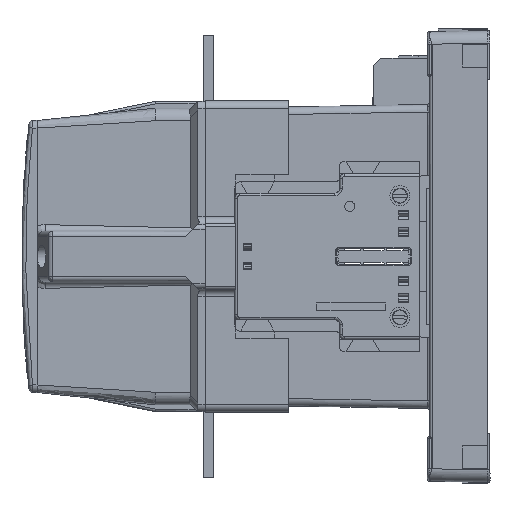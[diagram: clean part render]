
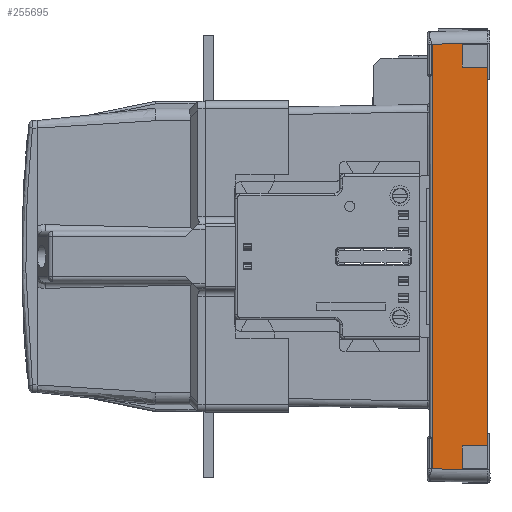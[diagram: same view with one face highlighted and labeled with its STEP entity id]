
A CAD part, left-side view. The second image highlights one B-rep face of the part: STEP entity #255695.
In plain terms, the highlighted planar face has unit normal (-1, 0.018, 0).
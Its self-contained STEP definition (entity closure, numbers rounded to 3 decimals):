
#5317 = CARTESIAN_POINT ( 'NONE',  ( -79.8, -139.278, 80.348 ) ) ;
#5872 = CARTESIAN_POINT ( 'NONE',  ( -79.8, -139.278, -70.303 ) ) ;
#7049 = CARTESIAN_POINT ( 'NONE',  ( -79.8, -139.278, -79.652 ) ) ;
#28441 = VERTEX_POINT ( 'NONE', #5317 ) ;
#28939 = VERTEX_POINT ( 'NONE', #5872 ) ;
#29680 = VERTEX_POINT ( 'NONE', #7049 ) ;
#30211 = VERTEX_POINT ( 'NONE', #93157 ) ;
#36363 = LINE ( 'NONE', #36399, #274070 ) ;
#36399 = CARTESIAN_POINT ( 'NONE',  ( -79.8, -139.278, -79.978 ) ) ;
#36407 = DIRECTION ( 'NONE',  ( 0.017, 1., 0.017 ) ) ;
#39142 = EDGE_CURVE ( 'NONE', #186830, #187101, #210031, .T. ) ;
#39148 = EDGE_CURVE ( 'NONE', #28939, #186830, #210042, .T. ) ;
#39152 = EDGE_CURVE ( 'NONE', #186006, #28939, #210048, .T. ) ;
#39163 = EDGE_CURVE ( 'NONE', #186953, #186006, #210069, .T. ) ;
#39171 = EDGE_CURVE ( 'NONE', #28441, #186953, #210074, .T. ) ;
#39175 = EDGE_CURVE ( 'NONE', #185953, #188362, #210081, .T. ) ;
#39178 = EDGE_CURVE ( 'NONE', #30211, #185953, #210096, .T. ) ;
#50357 = VECTOR ( 'NONE', #257218, 1000. ) ;
#50370 = VECTOR ( 'NONE', #257277, 1000. ) ;
#54018 = CARTESIAN_POINT ( 'NONE',  ( -79.626, -129.278, 80.523 ) ) ;
#54120 = CARTESIAN_POINT ( 'NONE',  ( -79.416, -117.261, -79.594 ) ) ;
#79692 = ORIENTED_EDGE ( 'NONE', *, *, #141549, .F. ) ;
#79696 = ORIENTED_EDGE ( 'NONE', *, *, #39175, .F. ) ;
#79753 = ORIENTED_EDGE ( 'NONE', *, *, #141536, .T. ) ;
#79805 = ORIENTED_EDGE ( 'NONE', *, *, #141563, .F. ) ;
#79820 = ORIENTED_EDGE ( 'NONE', *, *, #39171, .F. ) ;
#79926 = ORIENTED_EDGE ( 'NONE', *, *, #148044, .F. ) ;
#79932 = ORIENTED_EDGE ( 'NONE', *, *, #148806, .F. ) ;
#79936 = ORIENTED_EDGE ( 'NONE', *, *, #39178, .F. ) ;
#79990 = ORIENTED_EDGE ( 'NONE', *, *, #141519, .F. ) ;
#79995 = ORIENTED_EDGE ( 'NONE', *, *, #39142, .F. ) ;
#79998 = ORIENTED_EDGE ( 'NONE', *, *, #39148, .F. ) ;
#80002 = ORIENTED_EDGE ( 'NONE', *, *, #39152, .F. ) ;
#80006 = ORIENTED_EDGE ( 'NONE', *, *, #39163, .F. ) ;
#80154 = ORIENTED_EDGE ( 'NONE', *, *, #148816, .F. ) ;
#93157 = CARTESIAN_POINT ( 'NONE',  ( -79.8, -139.278, 89.697 ) ) ;
#129794 = VECTOR ( 'NONE', #210094, 1000. ) ;
#129804 = VECTOR ( 'NONE', #210102, 1000. ) ;
#129815 = VECTOR ( 'NONE', #210076, 1000. ) ;
#129819 = VECTOR ( 'NONE', #210109, 1000. ) ;
#129824 = VECTOR ( 'NONE', #210062, 1000. ) ;
#129828 = VECTOR ( 'NONE', #210054, 1000. ) ;
#129841 = VECTOR ( 'NONE', #210044, 1000. ) ;
#141519 = EDGE_CURVE ( 'NONE', #187101, #29680, #194709, .T. ) ;
#141536 = EDGE_CURVE ( 'NONE', #174301, #29680, #194738, .T. ) ;
#141549 = EDGE_CURVE ( 'NONE', #174362, #30211, #194742, .T. ) ;
#141563 = EDGE_CURVE ( 'NONE', #188362, #28441, #194801, .T. ) ;
#148044 = EDGE_CURVE ( 'NONE', #174301, #188452, #36363, .T. ) ;
#148806 = EDGE_CURVE ( 'NONE', #174360, #174362, #257213, .T. ) ;
#148816 = EDGE_CURVE ( 'NONE', #188452, #174360, #257240, .T. ) ;
#150419 = EDGE_LOOP ( 'NONE', ( #80154, #79926, #79753, #79990, #79995, #79998, #80002, #80006, #79820, #79805, #79696, #79936, #79692, #79932 ) ) ;
#167636 = FACE_OUTER_BOUND ( 'NONE', #150419, .T. ) ;
#167757 = PLANE ( 'NONE',  #186788 ) ;
#167815 = CARTESIAN_POINT ( 'NONE',  ( -79.399, -116.278, 95.024 ) ) ;
#167819 = DIRECTION ( 'NONE',  ( 1., -0.017, 0. ) ) ;
#167821 = DIRECTION ( 'NONE',  ( 0.017, 1., 0. ) ) ;
#174301 = VERTEX_POINT ( 'NONE', #285085 ) ;
#174360 = VERTEX_POINT ( 'NONE', #285107 ) ;
#174362 = VERTEX_POINT ( 'NONE', #285108 ) ;
#185953 = VERTEX_POINT ( 'NONE', #274735 ) ;
#186006 = VERTEX_POINT ( 'NONE', #274776 ) ;
#186788 = AXIS2_PLACEMENT_3D ( 'NONE', #167815, #167819, #167821 ) ;
#186830 = VERTEX_POINT ( 'NONE', #276305 ) ;
#186953 = VERTEX_POINT ( 'NONE', #276414 ) ;
#187101 = VERTEX_POINT ( 'NONE', #276579 ) ;
#188362 = VERTEX_POINT ( 'NONE', #54018 ) ;
#188452 = VERTEX_POINT ( 'NONE', #54120 ) ;
#194673 = CARTESIAN_POINT ( 'NONE',  ( -79.626, -129.278, -79.477 ) ) ;
#194709 = LINE ( 'NONE', #194673, #239739 ) ;
#194717 = DIRECTION ( 'NONE',  ( -0.017, -1., -0.017 ) ) ;
#194735 = CARTESIAN_POINT ( 'NONE',  ( -79.8, -139.278, -79.978 ) ) ;
#194738 = LINE ( 'NONE', #194735, #239750 ) ;
#194742 = LINE ( 'NONE', #194781, #239752 ) ;
#194746 = DIRECTION ( 'NONE',  ( 0., 0., 1. ) ) ;
#194781 = CARTESIAN_POINT ( 'NONE',  ( -79.8, -139.278, 95.024 ) ) ;
#194791 = DIRECTION ( 'NONE',  ( 0., 0., -1. ) ) ;
#194794 = CARTESIAN_POINT ( 'NONE',  ( -79.626, -129.278, 80.523 ) ) ;
#194801 = LINE ( 'NONE', #194794, #239763 ) ;
#194813 = DIRECTION ( 'NONE',  ( -0.017, -1., -0.017 ) ) ;
#210013 = CARTESIAN_POINT ( 'NONE',  ( -79.8, -139.278, -70.303 ) ) ;
#210031 = LINE ( 'NONE', #210033, #129841 ) ;
#210033 = CARTESIAN_POINT ( 'NONE',  ( -79.626, -129.278, 95.024 ) ) ;
#210042 = LINE ( 'NONE', #210013, #129828 ) ;
#210044 = DIRECTION ( 'NONE',  ( 0., 0., -1. ) ) ;
#210048 = LINE ( 'NONE', #210055, #129824 ) ;
#210054 = DIRECTION ( 'NONE',  ( 0.017, 1., -0.017 ) ) ;
#210055 = CARTESIAN_POINT ( 'NONE',  ( -79.8, -139.278, 95.024 ) ) ;
#210062 = DIRECTION ( 'NONE',  ( 0., 0., -1. ) ) ;
#210067 = CARTESIAN_POINT ( 'NONE',  ( -79.8, -139.278, 95.024 ) ) ;
#210069 = LINE ( 'NONE', #210067, #129815 ) ;
#210074 = LINE ( 'NONE', #210091, #129794 ) ;
#210076 = DIRECTION ( 'NONE',  ( 0., 0., -1. ) ) ;
#210077 = CARTESIAN_POINT ( 'NONE',  ( -79.626, -129.278, 95.024 ) ) ;
#210081 = LINE ( 'NONE', #210077, #129804 ) ;
#210091 = CARTESIAN_POINT ( 'NONE',  ( -79.8, -139.278, 95.024 ) ) ;
#210094 = DIRECTION ( 'NONE',  ( 0., 0., -1. ) ) ;
#210096 = LINE ( 'NONE', #210098, #129819 ) ;
#210098 = CARTESIAN_POINT ( 'NONE',  ( -79.8, -139.278, 89.697 ) ) ;
#210102 = DIRECTION ( 'NONE',  ( 0., 0., -1. ) ) ;
#210109 = DIRECTION ( 'NONE',  ( 0.017, 1., -0.017 ) ) ;
#239739 = VECTOR ( 'NONE', #194717, 1000. ) ;
#239750 = VECTOR ( 'NONE', #194746, 1000. ) ;
#239752 = VECTOR ( 'NONE', #194791, 1000. ) ;
#239763 = VECTOR ( 'NONE', #194813, 1000. ) ;
#255695 = ADVANCED_FACE ( 'NONE', ( #167636 ), #167757, .F. ) ;
#257213 = LINE ( 'NONE', #257216, #50357 ) ;
#257216 = CARTESIAN_POINT ( 'NONE',  ( -79.761, -137.028, 89.984 ) ) ;
#257218 = DIRECTION ( 'NONE',  ( -0.017, -1., 0.017 ) ) ;
#257240 = LINE ( 'NONE', #257271, #50370 ) ;
#257271 = CARTESIAN_POINT ( 'NONE',  ( -79.416, -117.261, 95.024 ) ) ;
#257277 = DIRECTION ( 'NONE',  ( 0., 0., 1. ) ) ;
#274070 = VECTOR ( 'NONE', #36407, 1000. ) ;
#274735 = CARTESIAN_POINT ( 'NONE',  ( -79.626, -129.278, 89.523 ) ) ;
#274776 = CARTESIAN_POINT ( 'NONE',  ( -79.8, -139.278, -65.477 ) ) ;
#276305 = CARTESIAN_POINT ( 'NONE',  ( -79.626, -129.278, -70.477 ) ) ;
#276414 = CARTESIAN_POINT ( 'NONE',  ( -79.8, -139.278, 75.523 ) ) ;
#276579 = CARTESIAN_POINT ( 'NONE',  ( -79.626, -129.278, -79.477 ) ) ;
#285085 = CARTESIAN_POINT ( 'NONE',  ( -79.8, -139.278, -79.978 ) ) ;
#285107 = CARTESIAN_POINT ( 'NONE',  ( -79.416, -117.261, 89.639 ) ) ;
#285108 = CARTESIAN_POINT ( 'NONE',  ( -79.8, -139.278, 90.023 ) ) ;
